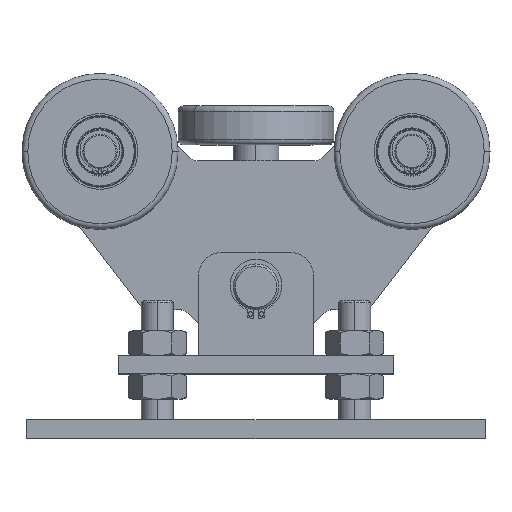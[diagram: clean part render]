
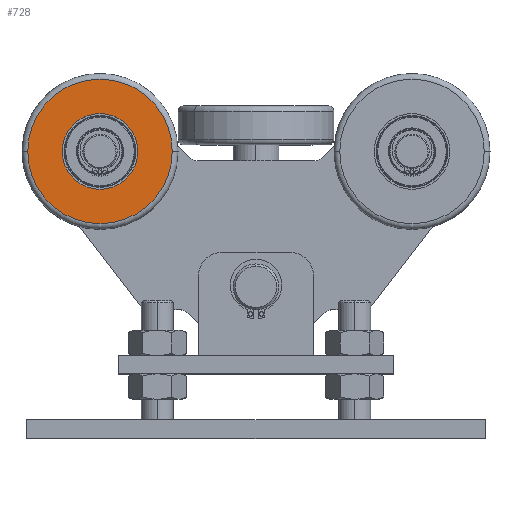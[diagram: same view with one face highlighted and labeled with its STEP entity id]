
A CAD part, top view. The second image highlights one B-rep face of the part: STEP entity #728.
In plain terms, the highlighted face is planar.
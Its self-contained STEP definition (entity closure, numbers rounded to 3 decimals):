
#219 = AXIS2_PLACEMENT_3D ( 'NONE', #2562, #8805, #12585 ) ;
#543 = EDGE_CURVE ( 'NONE', #1157, #1132, #10678, .T. ) ;
#728 = ADVANCED_FACE ( 'NONE', ( #15270, #10199 ), #7645, .F. ) ;
#1132 = VERTEX_POINT ( 'NONE', #2229 ) ;
#1157 = VERTEX_POINT ( 'NONE', #15834 ) ;
#1199 = EDGE_LOOP ( 'NONE', ( #14853, #1878 ) ) ;
#1431 = AXIS2_PLACEMENT_3D ( 'NONE', #10340, #4276, #6799 ) ;
#1470 = DIRECTION ( 'NONE',  ( -1., 0., 0. ) ) ;
#1878 = ORIENTED_EDGE ( 'NONE', *, *, #6894, .F. ) ;
#2229 = CARTESIAN_POINT ( 'NONE',  ( -3., 0., -31.5 ) ) ;
#2562 = CARTESIAN_POINT ( 'NONE',  ( -3., 31.5, 0. ) ) ;
#2896 = EDGE_LOOP ( 'NONE', ( #6387, #4406 ) ) ;
#3527 = AXIS2_PLACEMENT_3D ( 'NONE', #4007, #1470, #15235 ) ;
#3586 = AXIS2_PLACEMENT_3D ( 'NONE', #4859, #9791, #13481 ) ;
#4007 = CARTESIAN_POINT ( 'NONE',  ( -3., 0., 0. ) ) ;
#4276 = DIRECTION ( 'NONE',  ( -1., 0., 0. ) ) ;
#4406 = ORIENTED_EDGE ( 'NONE', *, *, #15246, .T. ) ;
#4859 = CARTESIAN_POINT ( 'NONE',  ( -3., 0., 0. ) ) ;
#5058 = VERTEX_POINT ( 'NONE', #13091 ) ;
#5357 = CIRCLE ( 'NONE', #1431, 31.5 ) ;
#6387 = ORIENTED_EDGE ( 'NONE', *, *, #543, .T. ) ;
#6799 = DIRECTION ( 'NONE',  ( 0., 0., 1. ) ) ;
#6894 = EDGE_CURVE ( 'NONE', #9343, #5058, #7199, .T. ) ;
#7035 = DIRECTION ( 'NONE',  ( -1., 0., 0. ) ) ;
#7181 = CIRCLE ( 'NONE', #3527, 16.5 ) ;
#7199 = CIRCLE ( 'NONE', #7464, 16.5 ) ;
#7464 = AXIS2_PLACEMENT_3D ( 'NONE', #15815, #7035, #8113 ) ;
#7645 = PLANE ( 'NONE',  #219 ) ;
#8113 = DIRECTION ( 'NONE',  ( 0., 0., 1. ) ) ;
#8805 = DIRECTION ( 'NONE',  ( 1., 0., 0. ) ) ;
#9343 = VERTEX_POINT ( 'NONE', #14261 ) ;
#9791 = DIRECTION ( 'NONE',  ( -1., 0., 0. ) ) ;
#10199 = FACE_OUTER_BOUND ( 'NONE', #2896, .T. ) ;
#10340 = CARTESIAN_POINT ( 'NONE',  ( -3., 0., 0. ) ) ;
#10678 = CIRCLE ( 'NONE', #3586, 31.5 ) ;
#12585 = DIRECTION ( 'NONE',  ( 0., 0., -1. ) ) ;
#13091 = CARTESIAN_POINT ( 'NONE',  ( -3., 0., 16.5 ) ) ;
#13481 = DIRECTION ( 'NONE',  ( 0., 0., 1. ) ) ;
#14261 = CARTESIAN_POINT ( 'NONE',  ( -3., 0., -16.5 ) ) ;
#14853 = ORIENTED_EDGE ( 'NONE', *, *, #15580, .F. ) ;
#15235 = DIRECTION ( 'NONE',  ( 0., 0., 1. ) ) ;
#15246 = EDGE_CURVE ( 'NONE', #1132, #1157, #5357, .T. ) ;
#15270 = FACE_BOUND ( 'NONE', #1199, .T. ) ;
#15580 = EDGE_CURVE ( 'NONE', #5058, #9343, #7181, .T. ) ;
#15815 = CARTESIAN_POINT ( 'NONE',  ( -3., 0., 0. ) ) ;
#15834 = CARTESIAN_POINT ( 'NONE',  ( -3., 0., 31.5 ) ) ;
